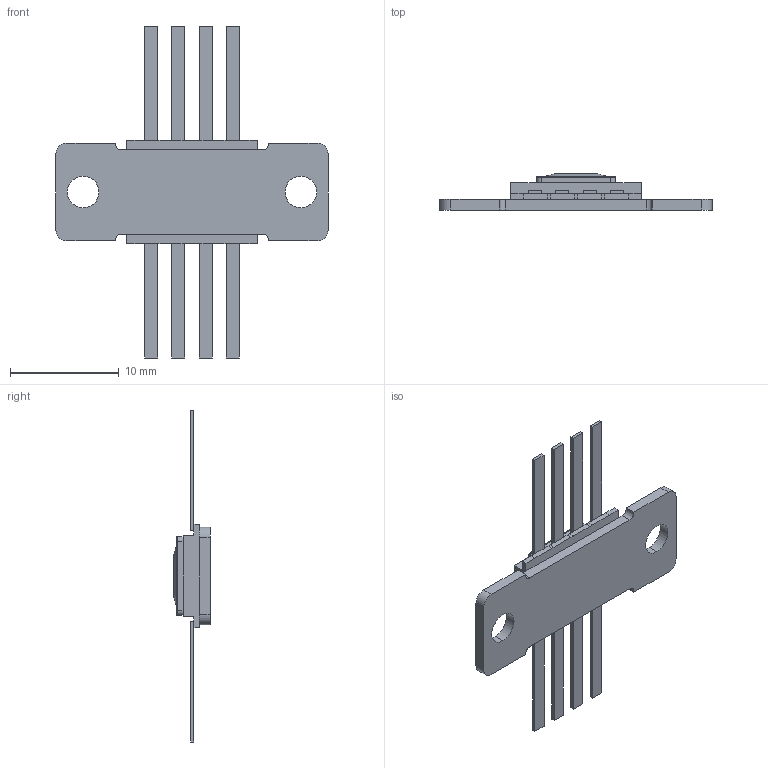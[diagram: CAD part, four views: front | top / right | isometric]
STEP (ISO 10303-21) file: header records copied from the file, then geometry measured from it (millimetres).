
FILE_DESCRIPTION (( 'STEP AP214' ), '1' );
FILE_NAME ('Êîðïóñ 4116.8-3.STEP', '2018-04-28T11:06:53', ( 'Admin' ), ( '' ), 'SwSTEP 2.0', 'SolidWorks 2015', '' );
FILE_SCHEMA (( 'AUTOMOTIVE_DESIGN' ));
Length unit declared in the file: millimetre
Products named in the file (9): Êðûøêà 4116.8-3; 鍕鍱鍧 4116.8-3; Îñíîâàíèê êîðïóñà 4116.8-3; 扰黓蠉錭; 扻豵鵨 4116.8-3
Assembly tree (4 placements, depth 2):
  扰黓蠉錭
  Êðûøêà 4116.8-3
  鍕鍱鍧 4116.8-3
  Îñíîâàíèê êîðïóñà 4116.8-3
  扻豵鵨 4116.8-3
    Îñíîâàíèê êîðïóñà 4116.8-3
    鍕鍱鍧 4116.8-3
    Êðûøêà 4116.8-3
    扰黓蠉錭
Bounding box: 25 x 3.35 x 30.5 mm (x, y, z)
Volume: 363.3 mm3; surface area: 1059.2 mm2
Topology: 4 solids, 4 shells, 450 faces, 1165 edges, 762 vertices
Faces by surface type: plane 378, cylinder 48, torus 16, cone 8
Entity records: 14907 total; most frequent: CARTESIAN_POINT 2385, ORIENTED_EDGE 2330, DIRECTION 2209, EDGE_CURVE 1165, VECTOR 1037, LINE 1037, VERTEX_POINT 762, AXIS2_PLACEMENT_3D 586
